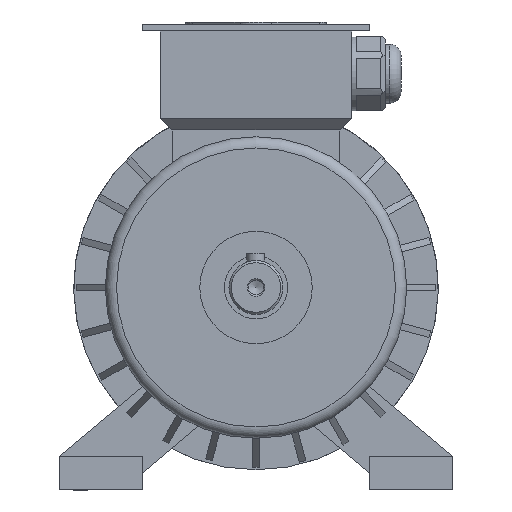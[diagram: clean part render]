
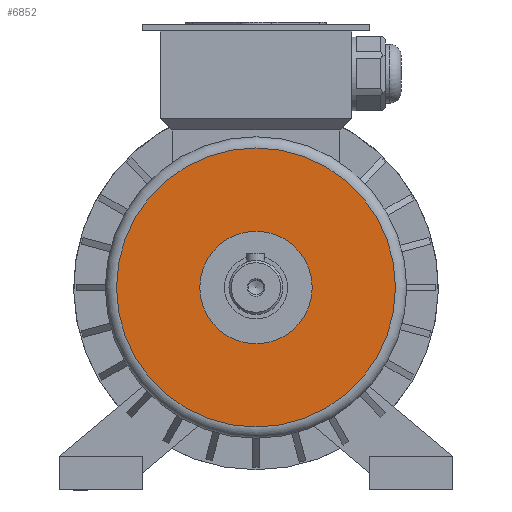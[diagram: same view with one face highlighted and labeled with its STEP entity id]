
A CAD part, front view. The second image highlights one B-rep face of the part: STEP entity #6852.
In plain terms, the highlighted planar face has unit normal (0, -1, 0).
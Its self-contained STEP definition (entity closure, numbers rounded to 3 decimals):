
#269=CIRCLE('',#7261,62.);
#270=CIRCLE('',#7262,25.);
#822=ORIENTED_EDGE('',*,*,#2182,.T.);
#823=ORIENTED_EDGE('',*,*,#2183,.T.);
#2182=EDGE_CURVE('',#2841,#2841,#269,.F.);
#2183=EDGE_CURVE('',#2842,#2842,#270,.T.);
#2841=VERTEX_POINT('',#9759);
#2842=VERTEX_POINT('',#9761);
#4074=EDGE_LOOP('',(#822));
#4075=EDGE_LOOP('',(#823));
#4394=FACE_BOUND('',#4074,.T.);
#4395=FACE_BOUND('',#4075,.T.);
#4699=PLANE('',#7260);
#6852=ADVANCED_FACE('',(#4394,#4395),#4699,.F.);
#7260=AXIS2_PLACEMENT_3D('',#9757,#8192,#8193);
#7261=AXIS2_PLACEMENT_3D('',#9758,#8194,#8195);
#7262=AXIS2_PLACEMENT_3D('',#9760,#8196,#8197);
#8192=DIRECTION('',(0.,1.,0.));
#8193=DIRECTION('',(0.,0.,1.));
#8194=DIRECTION('',(0.,1.,0.));
#8195=DIRECTION('',(0.,0.,1.));
#8196=DIRECTION('',(0.,1.,0.));
#8197=DIRECTION('',(1.,0.,0.));
#9757=CARTESIAN_POINT('',(0.,-21.,0.));
#9758=CARTESIAN_POINT('',(0.,-21.,0.));
#9759=CARTESIAN_POINT('',(0.,-21.,62.));
#9760=CARTESIAN_POINT('',(0.,-21.,0.));
#9761=CARTESIAN_POINT('',(25.,-21.,0.));
